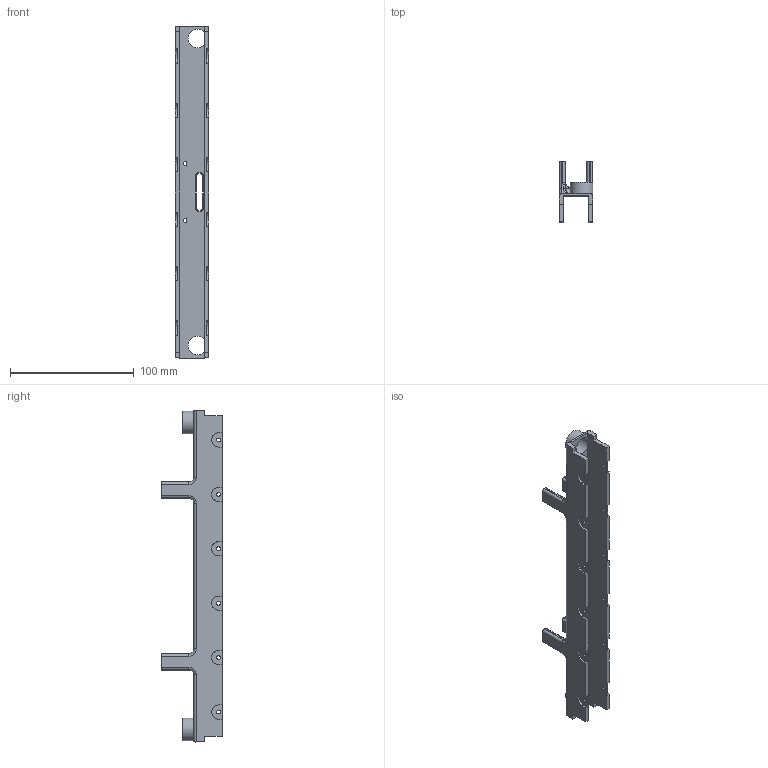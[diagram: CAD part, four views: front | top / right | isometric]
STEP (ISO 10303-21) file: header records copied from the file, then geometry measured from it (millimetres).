
FILE_DESCRIPTION(/* description */ (''),/* implementation_level */ '2;1');
FILE_NAME(/* name */ '000554_A_1-cell_stack_upper_print.stp',/* time_stamp */ '2023-02-18T19:25:58+01:00',/* author */ (''),/* organization */ (''),/* preprocessor_version */ 'ST-DEVELOPER v18.102',/* originating_system */ 'SIEMENS PLM Software NX2206.1700',/* authorisation */ '');
FILE_SCHEMA (('AP203_CONFIGURATION_CONTROLLED_3D_DESIGN_OF_MECHANICAL_PARTS_AND_ASSEMBLIES_MIM_LF { 1 0 10303 403 2 1 2}'));
Length unit declared in the file: millimetre
Products named in the file (1): 000554_A_1-cell_stack_upper_print
Bounding box: 27.2 x 49 x 268.4 mm (x, y, z)
Volume: 56791.6 mm3; surface area: 42647.8 mm2
Topology: 1 solids, 1 shells, 240 faces, 644 edges, 392 vertices
Faces by surface type: cylinder 106, plane 86, torus 24, bspline 16, sphere 8
Full cylindrical faces by diameter (mm): 3 x2, 3.1 x12, 15 x2
Entity records: 8030 total; most frequent: CARTESIAN_POINT 2273, ORIENTED_EDGE 1204, DIRECTION 1154, EDGE_CURVE 602, AXIS2_PLACEMENT_3D 435, VERTEX_POINT 378, EDGE_LOOP 288, LINE 284
